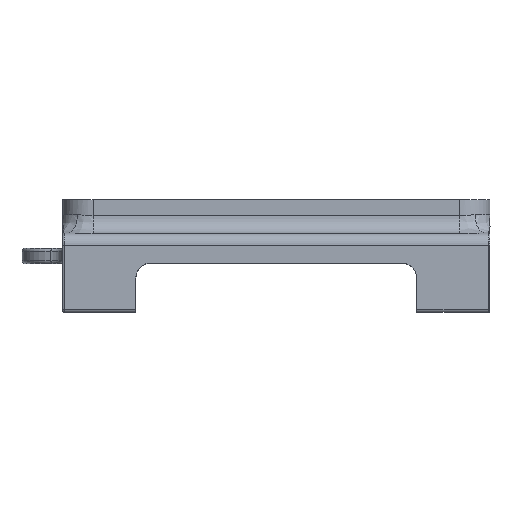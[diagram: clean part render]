
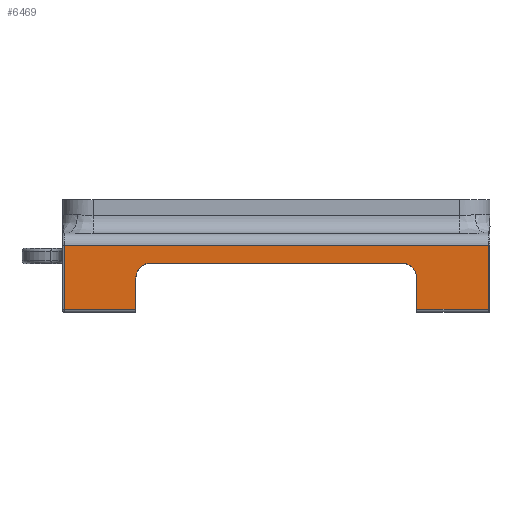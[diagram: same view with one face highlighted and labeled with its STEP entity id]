
A CAD part, front view. The second image highlights one B-rep face of the part: STEP entity #6469.
In plain terms, the highlighted face is planar.
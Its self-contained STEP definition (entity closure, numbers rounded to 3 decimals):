
#504=CIRCLE('',#6499,5.);
#700=CIRCLE('',#6842,5.);
#1146=FACE_OUTER_BOUND('',#1540,.T.);
#1540=EDGE_LOOP('',(#5964,#5965,#5966,#5967,#5968,#5969,#5970,#5971,#5972,
#5973));
#1585=LINE('',#8719,#2048);
#1599=LINE('',#8938,#2062);
#1632=LINE('',#9243,#2095);
#1650=LINE('',#9339,#2113);
#1666=LINE('',#9389,#2129);
#1895=LINE('',#11940,#2358);
#2034=LINE('',#13279,#2497);
#2035=LINE('',#13281,#2498);
#2048=VECTOR('',#7088,10.);
#2062=VECTOR('',#7164,10.);
#2095=VECTOR('',#7263,10.);
#2113=VECTOR('',#7313,10.);
#2129=VECTOR('',#7343,10.);
#2358=VECTOR('',#8090,10.);
#2497=VECTOR('',#8649,10.);
#2498=VECTOR('',#8652,10.);
#2519=VERTEX_POINT('',#8716);
#2520=VERTEX_POINT('',#8718);
#2521=VERTEX_POINT('',#8722);
#2526=VERTEX_POINT('',#8741);
#2550=VERTEX_POINT('',#8936);
#2584=VERTEX_POINT('',#9045);
#2605=VERTEX_POINT('',#9241);
#2616=VERTEX_POINT('',#9337);
#2633=VERTEX_POINT('',#9388);
#2990=VERTEX_POINT('',#11936);
#3120=EDGE_CURVE('',#2520,#2519,#1585,.T.);
#3122=EDGE_CURVE('',#2520,#2521,#504,.T.);
#3163=EDGE_CURVE('',#2550,#2526,#1599,.T.);
#3231=EDGE_CURVE('',#2584,#2605,#1632,.T.);
#3256=EDGE_CURVE('',#2605,#2616,#1650,.T.);
#3276=EDGE_CURVE('',#2584,#2633,#1666,.T.);
#3816=EDGE_CURVE('',#2990,#2616,#700,.T.);
#3817=EDGE_CURVE('',#2990,#2521,#1895,.T.);
#4063=EDGE_CURVE('',#2519,#2526,#2034,.T.);
#4064=EDGE_CURVE('',#2633,#2550,#2035,.T.);
#5964=ORIENTED_EDGE('',*,*,#3163,.F.);
#5965=ORIENTED_EDGE('',*,*,#4064,.F.);
#5966=ORIENTED_EDGE('',*,*,#3276,.F.);
#5967=ORIENTED_EDGE('',*,*,#3231,.T.);
#5968=ORIENTED_EDGE('',*,*,#3256,.T.);
#5969=ORIENTED_EDGE('',*,*,#3816,.F.);
#5970=ORIENTED_EDGE('',*,*,#3817,.T.);
#5971=ORIENTED_EDGE('',*,*,#3122,.F.);
#5972=ORIENTED_EDGE('',*,*,#3120,.T.);
#5973=ORIENTED_EDGE('',*,*,#4063,.T.);
#6101=PLANE('',#7054);
#6469=ADVANCED_FACE('',(#1146),#6101,.T.);
#6499=AXIS2_PLACEMENT_3D('',#8723,#7092,#7093);
#6842=AXIS2_PLACEMENT_3D('',#11938,#8086,#8087);
#7054=AXIS2_PLACEMENT_3D('',#13280,#8650,#8651);
#7088=DIRECTION('',(0.,0.,-1.));
#7092=DIRECTION('center_axis',(1.,0.,0.));
#7093=DIRECTION('ref_axis',(0.,0.707,0.707));
#7164=DIRECTION('',(0.,0.,-1.));
#7263=DIRECTION('',(0.,1.,0.));
#7313=DIRECTION('',(0.,0.,1.));
#7343=DIRECTION('',(0.,0.,1.));
#8086=DIRECTION('center_axis',(1.,0.,0.));
#8087=DIRECTION('ref_axis',(0.,-0.707,0.707));
#8090=DIRECTION('',(0.,1.,0.));
#8649=DIRECTION('',(0.,1.,0.));
#8650=DIRECTION('center_axis',(1.,0.,0.));
#8651=DIRECTION('ref_axis',(0.,0.,-1.));
#8652=DIRECTION('',(0.,1.,0.));
#8716=CARTESIAN_POINT('',(71.2,46.,183.8));
#8718=CARTESIAN_POINT('',(71.2,46.,194.));
#8719=CARTESIAN_POINT('',(71.2,46.,201.9));
#8722=CARTESIAN_POINT('',(71.2,41.,199.));
#8723=CARTESIAN_POINT('Origin',(71.2,41.,194.));
#8741=CARTESIAN_POINT('',(71.2,69.5,183.8));
#8936=CARTESIAN_POINT('',(71.2,69.5,204.8));
#8938=CARTESIAN_POINT('',(71.2,69.5,212.3));
#9045=CARTESIAN_POINT('',(71.2,-69.5,183.8));
#9241=CARTESIAN_POINT('',(71.2,-46.,183.8));
#9243=CARTESIAN_POINT('',(71.2,-70.,183.8));
#9337=CARTESIAN_POINT('',(71.2,-46.,194.));
#9339=CARTESIAN_POINT('',(71.2,-46.,190.425));
#9388=CARTESIAN_POINT('',(71.2,-69.5,204.8));
#9389=CARTESIAN_POINT('',(71.2,-69.5,212.3));
#11936=CARTESIAN_POINT('',(71.2,-41.,199.));
#11938=CARTESIAN_POINT('Origin',(71.2,-41.,194.));
#11940=CARTESIAN_POINT('',(71.2,-58.,199.));
#13279=CARTESIAN_POINT('',(71.2,-70.,183.8));
#13280=CARTESIAN_POINT('Origin',(71.2,-70.,204.8));
#13281=CARTESIAN_POINT('',(71.2,-70.,204.8));
